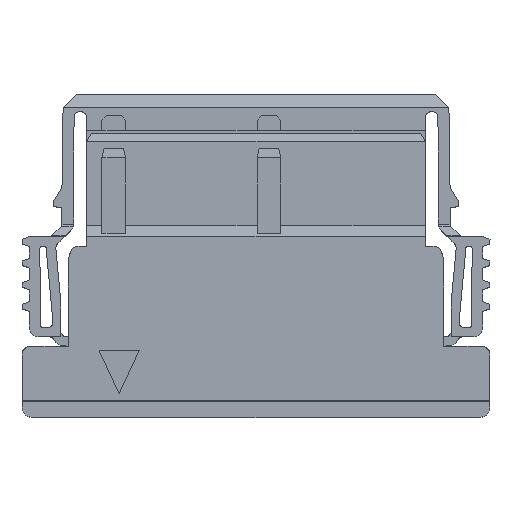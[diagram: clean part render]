
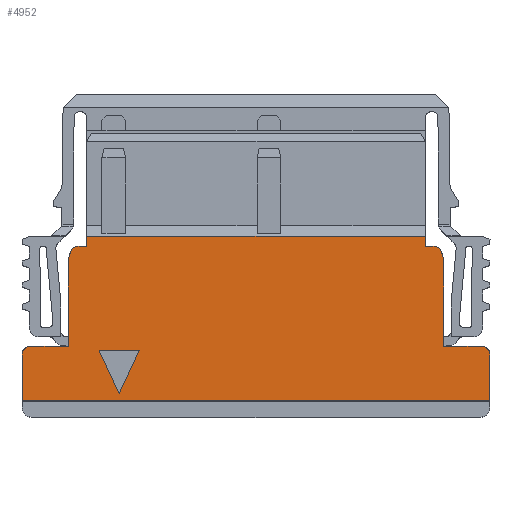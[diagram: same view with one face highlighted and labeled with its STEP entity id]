
A CAD part, top view. The second image highlights one B-rep face of the part: STEP entity #4952.
In plain terms, the highlighted planar face has unit normal (0, 0, 1).
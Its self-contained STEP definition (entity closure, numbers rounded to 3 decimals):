
#1605=CARTESIAN_POINT('',(14.2,0.,4.98));
#1606=VERTEX_POINT('',#1605);
#1621=CARTESIAN_POINT('',(-1.5,0.,4.98));
#1622=VERTEX_POINT('',#1621);
#1629=CARTESIAN_POINT('',(14.2,0.,4.98));
#1630=DIRECTION('',(-1.,0.,0.));
#1631=VECTOR('',#1630,15.7);
#1632=LINE('',#1629,#1631);
#1633=EDGE_CURVE('',#1606,#1622,#1632,.T.);
#3919=CARTESIAN_POINT('',(15.05,-5.1,4.98));
#3920=VERTEX_POINT('',#3919);
#3951=CARTESIAN_POINT('',(15.05,-1.316,4.98));
#3952=VERTEX_POINT('',#3951);
#3959=CARTESIAN_POINT('',(15.05,-5.1,4.98));
#3960=DIRECTION('',(0.,1.,0.));
#3961=VECTOR('',#3960,3.784);
#3962=LINE('',#3959,#3961);
#3963=EDGE_CURVE('',#3920,#3952,#3962,.T.);
#3975=CARTESIAN_POINT('',(16.8,-5.1,4.98));
#3976=VERTEX_POINT('',#3975);
#3998=CARTESIAN_POINT('',(15.05,-5.1,4.98));
#3999=DIRECTION('',(1.,0.,0.));
#4000=VECTOR('',#3999,1.75);
#4001=LINE('',#3998,#4000);
#4002=EDGE_CURVE('',#3920,#3976,#4001,.T.);
#4040=CARTESIAN_POINT('',(17.2,-5.5,4.98));
#4041=VERTEX_POINT('',#4040);
#4048=CARTESIAN_POINT('',(16.8,-5.5,4.98));
#4049=DIRECTION('',(0.,1.,0.));
#4050=DIRECTION('',(0.,0.,-1.));
#4051=AXIS2_PLACEMENT_3D('',#4048,#4050,#4049);
#4052=CIRCLE('',#4051,0.4);
#4053=EDGE_CURVE('',#3976,#4041,#4052,.T.);
#4065=CARTESIAN_POINT('',(17.2,-7.6,4.98));
#4066=VERTEX_POINT('',#4065);
#4219=CARTESIAN_POINT('',(17.2,-7.6,4.98));
#4220=DIRECTION('',(0.,1.,0.));
#4221=VECTOR('',#4220,2.1);
#4222=LINE('',#4219,#4221);
#4223=EDGE_CURVE('',#4066,#4041,#4222,.T.);
#4699=CARTESIAN_POINT('',(-4.5,-7.6,4.98));
#4700=VERTEX_POINT('',#4699);
#4701=CARTESIAN_POINT('',(17.2,-7.6,4.98));
#4702=DIRECTION('',(-1.,0.,0.));
#4703=VECTOR('',#4702,21.7);
#4704=LINE('',#4701,#4703);
#4705=EDGE_CURVE('',#4066,#4700,#4704,.T.);
#4836=CARTESIAN_POINT('',(6.35,-3.8,4.98));
#4837=DIRECTION('',(-1.,0.,0.));
#4838=DIRECTION('',(0.,0.,1.));
#4839=AXIS2_PLACEMENT_3D('',#4836,#4838,#4837);
#4840=PLANE('',#4839);
#4841=ORIENTED_EDGE('',*,*,#4223,.T.);
#4842=ORIENTED_EDGE('',*,*,#4053,.F.);
#4843=ORIENTED_EDGE('',*,*,#4002,.F.);
#4844=ORIENTED_EDGE('',*,*,#3963,.T.);
#4845=CARTESIAN_POINT('',(14.55,-0.45,4.98));
#4846=VERTEX_POINT('',#4845);
#4847=CARTESIAN_POINT('',(14.55,-0.45,4.98));
#4848=CARTESIAN_POINT('',(15.05,-0.45,4.98));
#4849=CARTESIAN_POINT('',(15.05,-1.316,4.98));
#4850=B_SPLINE_CURVE_WITH_KNOTS('',2,(#4847,#4848,#4849),.UNSPECIFIED.,.F.,.U.,(3,3),(0.,1.),.UNSPECIFIED.);
#4851=EDGE_CURVE('',#4846,#3952,#4850,.T.);
#4852=ORIENTED_EDGE('',*,*,#4851,.F.);
#4853=CARTESIAN_POINT('',(14.2,-0.45,4.98));
#4854=VERTEX_POINT('',#4853);
#4855=CARTESIAN_POINT('',(14.2,-0.45,4.98));
#4856=DIRECTION('',(1.,0.,0.));
#4857=VECTOR('',#4856,0.35);
#4858=LINE('',#4855,#4857);
#4859=EDGE_CURVE('',#4854,#4846,#4858,.T.);
#4860=ORIENTED_EDGE('',*,*,#4859,.F.);
#4861=CARTESIAN_POINT('',(14.2,-0.45,4.98));
#4862=DIRECTION('',(0.,1.,0.));
#4863=VECTOR('',#4862,0.45);
#4864=LINE('',#4861,#4863);
#4865=EDGE_CURVE('',#4854,#1606,#4864,.T.);
#4866=ORIENTED_EDGE('',*,*,#4865,.T.);
#4867=ORIENTED_EDGE('',*,*,#1633,.T.);
#4868=CARTESIAN_POINT('',(-1.5,-0.45,4.98));
#4869=VERTEX_POINT('',#4868);
#4870=CARTESIAN_POINT('',(-1.5,0.,4.98));
#4871=DIRECTION('',(0.,-1.,0.));
#4872=VECTOR('',#4871,0.45);
#4873=LINE('',#4870,#4872);
#4874=EDGE_CURVE('',#1622,#4869,#4873,.T.);
#4875=ORIENTED_EDGE('',*,*,#4874,.T.);
#4876=CARTESIAN_POINT('',(-1.85,-0.45,4.98));
#4877=VERTEX_POINT('',#4876);
#4878=CARTESIAN_POINT('',(-1.5,-0.45,4.98));
#4879=DIRECTION('',(-1.,0.,0.));
#4880=VECTOR('',#4879,0.35);
#4881=LINE('',#4878,#4880);
#4882=EDGE_CURVE('',#4869,#4877,#4881,.T.);
#4883=ORIENTED_EDGE('',*,*,#4882,.T.);
#4884=CARTESIAN_POINT('',(-2.35,-1.316,4.98));
#4885=VERTEX_POINT('',#4884);
#4886=CARTESIAN_POINT('',(-1.85,-0.45,4.98));
#4887=CARTESIAN_POINT('',(-2.35,-0.45,4.98));
#4888=CARTESIAN_POINT('',(-2.35,-1.316,4.98));
#4889=B_SPLINE_CURVE_WITH_KNOTS('',2,(#4886,#4887,#4888),.UNSPECIFIED.,.F.,.U.,(3,3),(0.,1.),.UNSPECIFIED.);
#4890=EDGE_CURVE('',#4877,#4885,#4889,.T.);
#4891=ORIENTED_EDGE('',*,*,#4890,.T.);
#4892=CARTESIAN_POINT('',(-2.35,-5.1,4.98));
#4893=VERTEX_POINT('',#4892);
#4894=CARTESIAN_POINT('',(-2.35,-5.1,4.98));
#4895=DIRECTION('',(0.,1.,0.));
#4896=VECTOR('',#4895,3.784);
#4897=LINE('',#4894,#4896);
#4898=EDGE_CURVE('',#4893,#4885,#4897,.T.);
#4899=ORIENTED_EDGE('',*,*,#4898,.F.);
#4900=CARTESIAN_POINT('',(-4.1,-5.1,4.98));
#4901=VERTEX_POINT('',#4900);
#4902=CARTESIAN_POINT('',(-2.35,-5.1,4.98));
#4903=DIRECTION('',(-1.,0.,0.));
#4904=VECTOR('',#4903,1.75);
#4905=LINE('',#4902,#4904);
#4906=EDGE_CURVE('',#4893,#4901,#4905,.T.);
#4907=ORIENTED_EDGE('',*,*,#4906,.T.);
#4908=CARTESIAN_POINT('',(-4.5,-5.5,4.98));
#4909=VERTEX_POINT('',#4908);
#4910=CARTESIAN_POINT('',(-4.1,-5.5,4.98));
#4911=DIRECTION('',(-1.,0.,0.));
#4912=DIRECTION('',(0.,0.,-1.));
#4913=AXIS2_PLACEMENT_3D('',#4910,#4912,#4911);
#4914=CIRCLE('',#4913,0.4);
#4915=EDGE_CURVE('',#4909,#4901,#4914,.T.);
#4916=ORIENTED_EDGE('',*,*,#4915,.F.);
#4917=CARTESIAN_POINT('',(-4.5,-7.6,4.98));
#4918=DIRECTION('',(0.,1.,0.));
#4919=VECTOR('',#4918,2.1);
#4920=LINE('',#4917,#4919);
#4921=EDGE_CURVE('',#4700,#4909,#4920,.T.);
#4922=ORIENTED_EDGE('',*,*,#4921,.F.);
#4923=ORIENTED_EDGE('',*,*,#4705,.F.);
#4924=EDGE_LOOP('',(#4841,#4842,#4843,#4844,#4852,#4860,#4866,#4867,#4875,#4883,#4891,#4899,#4907,#4916,#4922,#4923));
#4925=FACE_OUTER_BOUND('',#4924,.T.);
#4926=CARTESIAN_POINT('',(-0.933,-5.29,4.98));
#4927=VERTEX_POINT('',#4926);
#4928=CARTESIAN_POINT('',(0.933,-5.29,4.98));
#4929=VERTEX_POINT('',#4928);
#4930=CARTESIAN_POINT('',(-0.933,-5.29,4.98));
#4931=DIRECTION('',(1.,0.,0.));
#4932=VECTOR('',#4931,1.865);
#4933=LINE('',#4930,#4932);
#4934=EDGE_CURVE('',#4927,#4929,#4933,.T.);
#4935=ORIENTED_EDGE('',*,*,#4934,.T.);
#4936=CARTESIAN_POINT('',(0.,-7.29,4.98));
#4937=VERTEX_POINT('',#4936);
#4938=CARTESIAN_POINT('',(0.933,-5.29,4.98));
#4939=DIRECTION('',(-0.423,-0.906,0.));
#4940=VECTOR('',#4939,2.207);
#4941=LINE('',#4938,#4940);
#4942=EDGE_CURVE('',#4929,#4937,#4941,.T.);
#4943=ORIENTED_EDGE('',*,*,#4942,.T.);
#4944=CARTESIAN_POINT('',(0.,-7.29,4.98));
#4945=DIRECTION('',(-0.423,0.906,0.));
#4946=VECTOR('',#4945,2.207);
#4947=LINE('',#4944,#4946);
#4948=EDGE_CURVE('',#4937,#4927,#4947,.T.);
#4949=ORIENTED_EDGE('',*,*,#4948,.T.);
#4950=EDGE_LOOP('',(#4935,#4943,#4949));
#4951=FACE_BOUND('',#4950,.T.);
#4952=ADVANCED_FACE('',(#4925,#4951),#4840,.T.);
